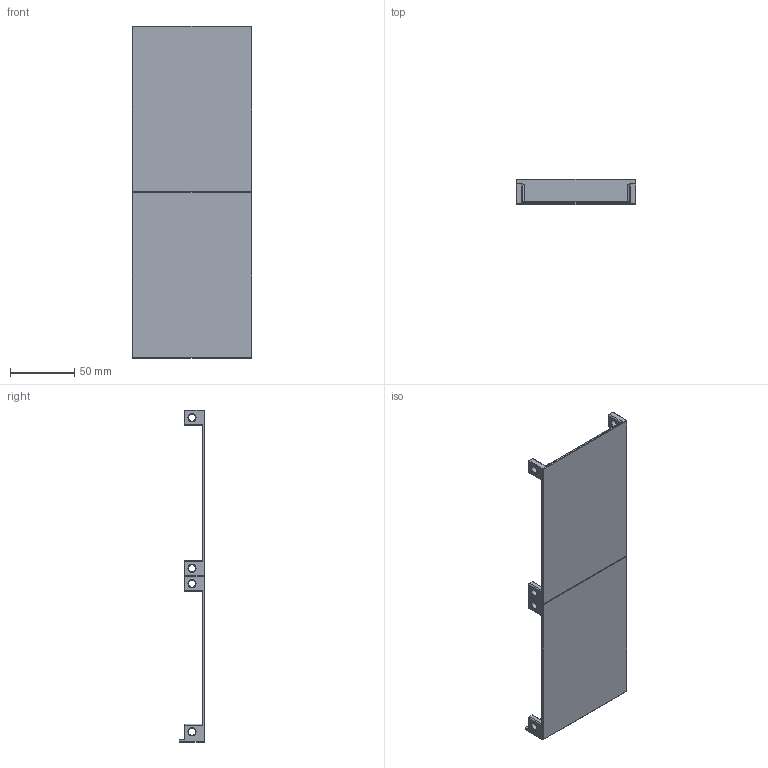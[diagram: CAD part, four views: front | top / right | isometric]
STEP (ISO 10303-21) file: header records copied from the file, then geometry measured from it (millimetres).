
FILE_DESCRIPTION(/* description */ (''),/* implementation_level */ '2;1');
FILE_NAME(/* name */ 'B-Z_Filler_Panel_Lower_180-F.stp',/* time_stamp */ '2021-01-22T18:09:33-08:00',/* author */ (''),/* organization */ (''),/* preprocessor_version */ 'ST-DEVELOPER v18.1',/* originating_system */ 'Autodesk Translation Framework v9.7.0.1280',/* authorisation */ '');
FILE_SCHEMA (('AUTOMOTIVE_DESIGN { 1 0 10303 214 3 1 1 }'));
Length unit declared in the file: millimetre
Products named in the file (1): Z Filler Panel 180
Bounding box: 93 x 20 x 259 mm (x, y, z)
Volume: 57112.6 mm3; surface area: 56560.6 mm2
Topology: 2 solids, 2 shells, 213 faces, 533 edges, 316 vertices
Faces by surface type: plane 106, cone 52, cylinder 39, torus 16
Full cylindrical faces by diameter (mm): 5.5 x8
Entity records: 6266 total; most frequent: DIRECTION 1125, CARTESIAN_POINT 1089, ORIENTED_EDGE 1050, EDGE_CURVE 525, AXIS2_PLACEMENT_3D 403, LINE 319, VECTOR 319, VERTEX_POINT 316
